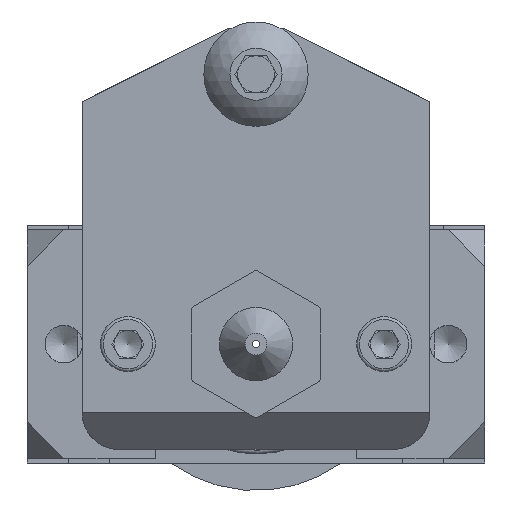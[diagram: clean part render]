
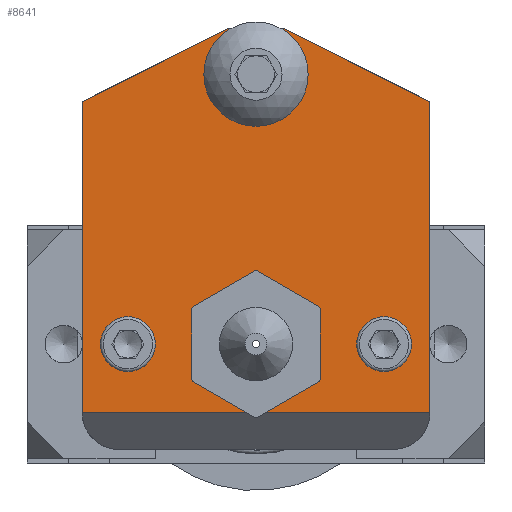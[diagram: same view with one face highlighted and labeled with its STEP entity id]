
A CAD part, front view. The second image highlights one B-rep face of the part: STEP entity #8641.
In plain terms, the highlighted planar face has unit normal (0, -1, 0).
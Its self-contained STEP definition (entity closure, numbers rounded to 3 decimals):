
#224=FACE_BOUND('',#1315,.T.);
#225=FACE_BOUND('',#1316,.T.);
#226=FACE_BOUND('',#1317,.T.);
#227=FACE_BOUND('',#1318,.T.);
#451=PLANE('',#9344);
#827=FACE_OUTER_BOUND('',#1314,.T.);
#1314=EDGE_LOOP('',(#7443,#7444,#7445,#7446,#7447,#7448));
#1315=EDGE_LOOP('',(#7449));
#1316=EDGE_LOOP('',(#7450));
#1317=EDGE_LOOP('',(#7451));
#1318=EDGE_LOOP('',(#7452));
#2260=LINE('',#13863,#3193);
#2269=LINE('',#13887,#3202);
#2272=LINE('',#13893,#3205);
#2275=LINE('',#13899,#3208);
#2287=LINE('',#13922,#3220);
#2302=LINE('',#13953,#3235);
#3193=VECTOR('',#11117,1000.);
#3202=VECTOR('',#11136,1000.);
#3205=VECTOR('',#11141,1000.);
#3208=VECTOR('',#11146,1000.);
#3220=VECTOR('',#11166,1000.);
#3235=VECTOR('',#11187,1000.);
#3533=CIRCLE('',#9310,1.5);
#3535=CIRCLE('',#9313,1.5);
#3537=CIRCLE('',#9316,1.5);
#3540=CIRCLE('',#9321,2.5);
#4239=VERTEX_POINT('',#13805);
#4241=VERTEX_POINT('',#13811);
#4243=VERTEX_POINT('',#13817);
#4246=VERTEX_POINT('',#13827);
#4260=VERTEX_POINT('',#13860);
#4261=VERTEX_POINT('',#13862);
#4271=VERTEX_POINT('',#13884);
#4273=VERTEX_POINT('',#13890);
#4275=VERTEX_POINT('',#13896);
#4282=VERTEX_POINT('',#13921);
#5323=EDGE_CURVE('',#4239,#4239,#3533,.T.);
#5326=EDGE_CURVE('',#4241,#4241,#3535,.T.);
#5329=EDGE_CURVE('',#4243,#4243,#3537,.T.);
#5333=EDGE_CURVE('',#4246,#4246,#3540,.T.);
#5350=EDGE_CURVE('',#4260,#4261,#2260,.T.);
#5362=EDGE_CURVE('',#4261,#4271,#2269,.T.);
#5365=EDGE_CURVE('',#4271,#4273,#2272,.T.);
#5368=EDGE_CURVE('',#4273,#4275,#2275,.T.);
#5380=EDGE_CURVE('',#4275,#4282,#2287,.T.);
#5395=EDGE_CURVE('',#4260,#4282,#2302,.T.);
#7443=ORIENTED_EDGE('',*,*,#5350,.F.);
#7444=ORIENTED_EDGE('',*,*,#5395,.T.);
#7445=ORIENTED_EDGE('',*,*,#5380,.F.);
#7446=ORIENTED_EDGE('',*,*,#5368,.F.);
#7447=ORIENTED_EDGE('',*,*,#5365,.F.);
#7448=ORIENTED_EDGE('',*,*,#5362,.F.);
#7449=ORIENTED_EDGE('',*,*,#5326,.F.);
#7450=ORIENTED_EDGE('',*,*,#5323,.F.);
#7451=ORIENTED_EDGE('',*,*,#5329,.F.);
#7452=ORIENTED_EDGE('',*,*,#5333,.T.);
#8641=ADVANCED_FACE('',(#827,#224,#225,#226,#227),#451,.T.);
#9310=AXIS2_PLACEMENT_3D('',#13807,#11062,#11063);
#9313=AXIS2_PLACEMENT_3D('',#13813,#11069,#11070);
#9316=AXIS2_PLACEMENT_3D('',#13819,#11076,#11077);
#9321=AXIS2_PLACEMENT_3D('',#13828,#11087,#11088);
#9344=AXIS2_PLACEMENT_3D('',#13952,#11185,#11186);
#11062=DIRECTION('center_axis',(0.,-1.,0.));
#11063=DIRECTION('ref_axis',(0.,0.,-1.));
#11069=DIRECTION('center_axis',(0.,-1.,0.));
#11070=DIRECTION('ref_axis',(0.,0.,-1.));
#11076=DIRECTION('center_axis',(0.,-1.,0.));
#11077=DIRECTION('ref_axis',(0.,0.,-1.));
#11087=DIRECTION('center_axis',(0.,1.,0.));
#11088=DIRECTION('ref_axis',(0.,0.,1.));
#11117=DIRECTION('',(0.,0.,-1.));
#11136=DIRECTION('',(-0.894,0.,-0.447));
#11141=DIRECTION('',(-1.,0.,0.));
#11146=DIRECTION('',(-0.894,0.,0.447));
#11166=DIRECTION('',(0.,0.,1.));
#11185=DIRECTION('center_axis',(0.,-1.,0.));
#11186=DIRECTION('ref_axis',(0.,0.,-1.));
#11187=DIRECTION('',(-1.,0.,0.));
#13805=CARTESIAN_POINT('',(-7.,0.,-4.25));
#13807=CARTESIAN_POINT('Origin',(-7.,0.,-5.75));
#13811=CARTESIAN_POINT('',(7.,0.,-4.25));
#13813=CARTESIAN_POINT('Origin',(7.,0.,-5.75));
#13817=CARTESIAN_POINT('',(0.,0.,-19.));
#13819=CARTESIAN_POINT('Origin',(0.,0.,-20.5));
#13827=CARTESIAN_POINT('',(0.,0.,-8.25));
#13828=CARTESIAN_POINT('Origin',(0.,0.,
-5.75));
#13860=CARTESIAN_POINT('',(9.5,0.,-2.));
#13862=CARTESIAN_POINT('',(9.5,0.,-19.));
#13863=CARTESIAN_POINT('',(9.5,0.,-19.));
#13884=CARTESIAN_POINT('',(1.5,0.,-23.));
#13887=CARTESIAN_POINT('',(1.5,0.,-23.));
#13890=CARTESIAN_POINT('',(-1.5,0.,-23.));
#13893=CARTESIAN_POINT('',(-1.5,0.,-23.));
#13896=CARTESIAN_POINT('',(-9.5,0.,-19.));
#13899=CARTESIAN_POINT('',(-1.5,0.,-23.));
#13921=CARTESIAN_POINT('',(-9.5,0.,-2.));
#13922=CARTESIAN_POINT('',(-9.5,0.,-19.));
#13952=CARTESIAN_POINT('Origin',(0.,0.,0.));
#13953=CARTESIAN_POINT('',(-9.5,0.,-2.));
